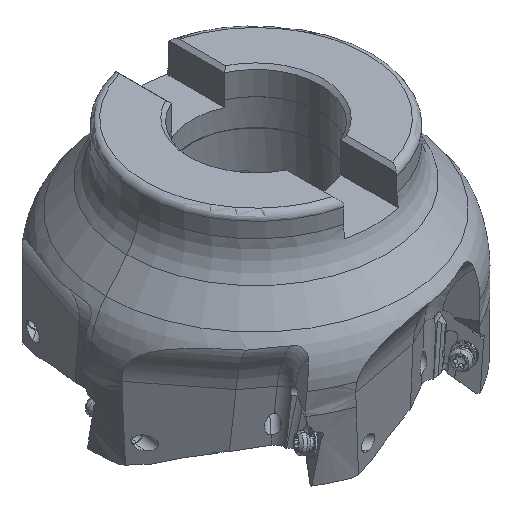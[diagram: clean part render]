
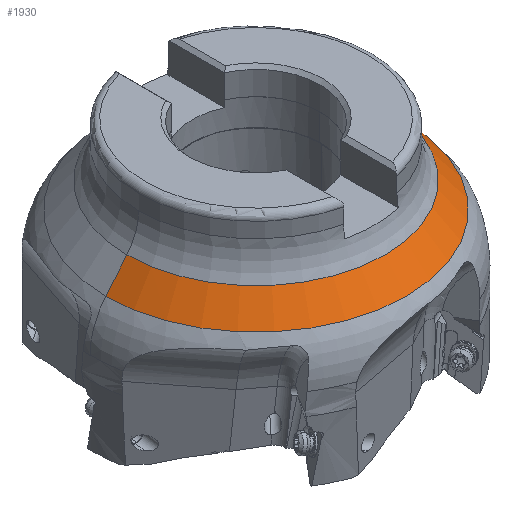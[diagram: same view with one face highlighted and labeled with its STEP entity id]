
A CAD part, isometric view. The second image highlights one B-rep face of the part: STEP entity #1930.
In plain terms, the highlighted conical face has half-angle 40 degrees and reference radius 41.67 mm.
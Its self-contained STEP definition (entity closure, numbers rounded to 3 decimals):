
#186=CONICAL_SURFACE('',#12593,41.67,40.);
#721=LINE('',#22155,#1321);
#722=LINE('',#22156,#1322);
#1321=VECTOR('',#14953,1.);
#1322=VECTOR('',#14954,1.);
#1930=ADVANCED_FACE('',(#2757),#186,.T.);
#2757=FACE_OUTER_BOUND('',#3349,.T.);
#3349=EDGE_LOOP('',(#6029,#6030,#6031,#6032,#6033,#6034));
#6029=ORIENTED_EDGE('',*,*,#10122,.F.);
#6030=ORIENTED_EDGE('',*,*,#9173,.T.);
#6031=ORIENTED_EDGE('',*,*,#9172,.T.);
#6032=ORIENTED_EDGE('',*,*,#10121,.F.);
#6033=ORIENTED_EDGE('',*,*,#10112,.T.);
#6034=ORIENTED_EDGE('',*,*,#10111,.T.);
#7920=VERTEX_POINT('',#16797);
#7921=VERTEX_POINT('',#16799);
#7922=VERTEX_POINT('',#16801);
#8590=VERTEX_POINT('',#22134);
#8591=VERTEX_POINT('',#22136);
#8592=VERTEX_POINT('',#22138);
#9172=EDGE_CURVE('',#7921,#7920,#10994,.T.);
#9173=EDGE_CURVE('',#7922,#7921,#10995,.T.);
#10111=EDGE_CURVE('',#8591,#8590,#11263,.T.);
#10112=EDGE_CURVE('',#8592,#8591,#11264,.T.);
#10121=EDGE_CURVE('',#8592,#7920,#721,.T.);
#10122=EDGE_CURVE('',#7922,#8590,#722,.T.);
#10994=CIRCLE('',#11964,44.83);
#10995=CIRCLE('',#11965,44.83);
#11263=CIRCLE('',#12577,38.509);
#11264=CIRCLE('',#12578,38.509);
#11964=AXIS2_PLACEMENT_3D('',#16798,#13399,#13400);
#11965=AXIS2_PLACEMENT_3D('',#16800,#13401,#13402);
#12577=AXIS2_PLACEMENT_3D('',#22135,#14923,#14924);
#12578=AXIS2_PLACEMENT_3D('',#22137,#14925,#14926);
#12593=AXIS2_PLACEMENT_3D('',#22158,#14957,#14958);
#13399=DIRECTION('',(0.,0.,1.));
#13400=DIRECTION('',(1.,0.,0.));
#13401=DIRECTION('',(0.,0.,1.));
#13402=DIRECTION('',(-1.,0.,0.));
#14923=DIRECTION('',(0.,0.,-1.));
#14924=DIRECTION('',(-1.,0.,0.));
#14925=DIRECTION('',(0.,0.,-1.));
#14926=DIRECTION('',(1.,0.,0.));
#14953=DIRECTION('',(0.643,0.,-0.766));
#14954=DIRECTION('',(0.643,0.,0.766));
#14957=DIRECTION('',(0.,0.,-1.));
#14958=DIRECTION('',(1.,0.,0.));
#16797=CARTESIAN_POINT('',(44.83,0.,-23.675));
#16798=CARTESIAN_POINT('',(0.,0.,-23.675));
#16799=CARTESIAN_POINT('',(44.83,-0.016,-23.675));
#16800=CARTESIAN_POINT('',(0.,0.,-23.675));
#16801=CARTESIAN_POINT('',(-44.83,0.,-23.675));
#22134=CARTESIAN_POINT('',(-38.509,0.,-16.142));
#22135=CARTESIAN_POINT('',(0.,0.,-16.142));
#22136=CARTESIAN_POINT('',(-38.509,-0.015,-16.142));
#22137=CARTESIAN_POINT('',(0.,0.,-16.142));
#22138=CARTESIAN_POINT('',(38.509,0.,-16.142));
#22155=CARTESIAN_POINT('',(38.509,0.,-16.142));
#22156=CARTESIAN_POINT('',(-44.83,0.,-23.675));
#22158=CARTESIAN_POINT('',(0.,0.,-19.909));
